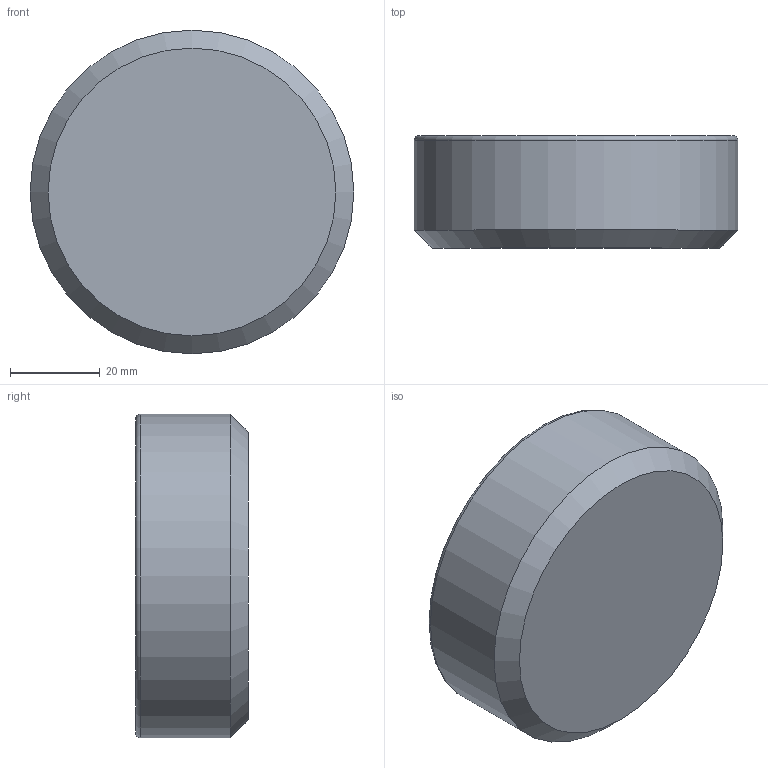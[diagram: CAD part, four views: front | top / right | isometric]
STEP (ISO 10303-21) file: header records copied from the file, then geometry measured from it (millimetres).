
FILE_DESCRIPTION(/* description */ (''),/* implementation_level */ '2;1');
FILE_NAME(/* name */ 'bed riser.step',/* time_stamp */ '2025-09-18T14:38:38+12:00',/* author */ (''),/* organization */ (''),/* preprocessor_version */ 'ST-DEVELOPER v20.1',/* originating_system */ 'Autodesk Translation Framework v14.17.0.0',/* authorisation */ '');
FILE_SCHEMA (('AUTOMOTIVE_DESIGN { 1 0 10303 214 3 1 1 }'));
Length unit declared in the file: millimetre
Products named in the file (1): bed riser
Bounding box: 72 x 25 x 72 mm (x, y, z)
Volume: 48255.3 mm3; surface area: 15500.7 mm2
Topology: 1 solids, 1 shells, 7 faces, 14 edges, 9 vertices
Faces by surface type: cylinder 2, plane 2, torus 2, cone 1
Full cylindrical faces by diameter (mm): 68 x1, 72 x1
Entity records: 224 total; most frequent: DIRECTION 41, CARTESIAN_POINT 31, ORIENTED_EDGE 28, AXIS2_PLACEMENT_3D 19, EDGE_CURVE 14, CIRCLE 11, VERTEX_POINT 9, FACE_OUTER_BOUND 7
